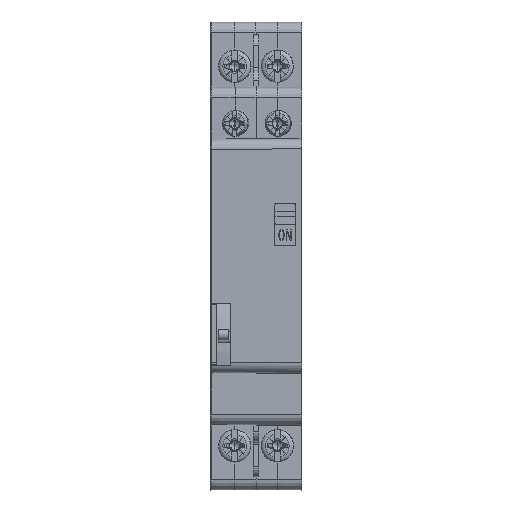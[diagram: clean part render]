
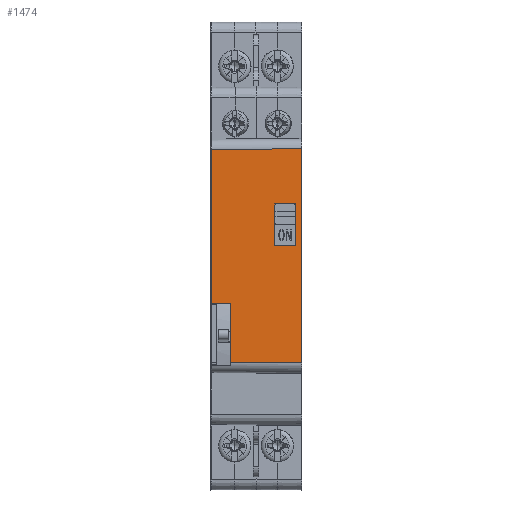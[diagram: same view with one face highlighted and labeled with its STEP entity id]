
A CAD part, front view. The second image highlights one B-rep face of the part: STEP entity #1474.
In plain terms, the highlighted planar face has unit normal (0, -1, 0).
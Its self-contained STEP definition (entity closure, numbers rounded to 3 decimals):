
#121=FACE_BOUND('',#3873,.T.);
#122=FACE_BOUND('',#3874,.T.);
#1474=ADVANCED_FACE('',(#121,#122),#2331,.T.);
#2331=PLANE('',#17930);
#3873=EDGE_LOOP('',(#5664,#5665,#5666,#5667,#5668,#5669));
#3874=EDGE_LOOP('',(#5670,#5671,#5672,#5673));
#5664=ORIENTED_EDGE('',*,*,#12177,.F.);
#5665=ORIENTED_EDGE('',*,*,#12178,.F.);
#5666=ORIENTED_EDGE('',*,*,#12179,.T.);
#5667=ORIENTED_EDGE('',*,*,#12180,.F.);
#5668=ORIENTED_EDGE('',*,*,#12181,.F.);
#5669=ORIENTED_EDGE('',*,*,#12182,.F.);
#5670=ORIENTED_EDGE('',*,*,#12183,.T.);
#5671=ORIENTED_EDGE('',*,*,#12184,.F.);
#5672=ORIENTED_EDGE('',*,*,#12185,.T.);
#5673=ORIENTED_EDGE('',*,*,#12186,.T.);
#10315=VERTEX_POINT('',#26898);
#10316=VERTEX_POINT('',#26899);
#10317=VERTEX_POINT('',#26901);
#10318=VERTEX_POINT('',#26903);
#10319=VERTEX_POINT('',#26905);
#10320=VERTEX_POINT('',#26907);
#10321=VERTEX_POINT('',#26910);
#10322=VERTEX_POINT('',#26911);
#10323=VERTEX_POINT('',#26913);
#10324=VERTEX_POINT('',#26915);
#12177=EDGE_CURVE('',#10315,#10316,#14621,.T.);
#12178=EDGE_CURVE('',#10317,#10315,#14622,.T.);
#12179=EDGE_CURVE('',#10317,#10318,#14623,.T.);
#12180=EDGE_CURVE('',#10319,#10318,#14624,.T.);
#12181=EDGE_CURVE('',#10320,#10319,#14625,.T.);
#12182=EDGE_CURVE('',#10316,#10320,#14626,.T.);
#12183=EDGE_CURVE('',#10321,#10322,#14627,.T.);
#12184=EDGE_CURVE('',#10323,#10322,#14628,.T.);
#12185=EDGE_CURVE('',#10323,#10324,#14629,.T.);
#12186=EDGE_CURVE('',#10324,#10321,#14630,.T.);
#14621=LINE('',#26897,#16357);
#14622=LINE('',#26900,#16358);
#14623=LINE('',#26902,#16359);
#14624=LINE('',#26904,#16360);
#14625=LINE('',#26906,#16361);
#14626=LINE('',#26908,#16362);
#14627=LINE('',#26909,#16363);
#14628=LINE('',#26912,#16364);
#14629=LINE('',#26914,#16365);
#14630=LINE('',#26916,#16366);
#16357=VECTOR('',#19773,1.);
#16358=VECTOR('',#19774,1.);
#16359=VECTOR('',#19775,1.);
#16360=VECTOR('',#19776,1.);
#16361=VECTOR('',#19777,1.);
#16362=VECTOR('',#19778,1.);
#16363=VECTOR('',#19779,1.);
#16364=VECTOR('',#19780,1.);
#16365=VECTOR('',#19781,1.);
#16366=VECTOR('',#19782,1.);
#17930=AXIS2_PLACEMENT_3D('',#26917,#19783,#19784);
#19773=DIRECTION('',(1.,0.,0.009));
#19774=DIRECTION('',(0.,0.,1.));
#19775=DIRECTION('',(1.,0.,0.));
#19776=DIRECTION('',(0.,0.,1.));
#19777=DIRECTION('',(-1.,0.,0.009));
#19778=DIRECTION('',(0.,0.,-1.));
#19779=DIRECTION('',(1.,0.,0.));
#19780=DIRECTION('',(0.,0.,1.));
#19781=DIRECTION('',(-1.,0.,0.));
#19782=DIRECTION('',(0.,0.,1.));
#19783=DIRECTION('',(0.,-1.,0.));
#19784=DIRECTION('',(0.,0.,-1.));
#26897=CARTESIAN_POINT('',(-8.189,-3.825,20.887));
#26898=CARTESIAN_POINT('',(-8.188,-3.825,20.887));
#26899=CARTESIAN_POINT('',(9.212,-3.825,21.038));
#26900=CARTESIAN_POINT('',(-8.188,-3.825,-8.788));
#26901=CARTESIAN_POINT('',(-8.188,-3.825,-8.788));
#26902=CARTESIAN_POINT('',(-8.188,-3.825,-8.788));
#26903=CARTESIAN_POINT('',(-4.488,-3.825,-8.788));
#26904=CARTESIAN_POINT('',(-4.488,-3.825,-20.045));
#26905=CARTESIAN_POINT('',(-4.488,-3.825,-20.045));
#26906=CARTESIAN_POINT('',(9.012,-3.825,-20.163));
#26907=CARTESIAN_POINT('',(9.212,-3.825,-20.165));
#26908=CARTESIAN_POINT('',(9.212,-3.825,-22.088));
#26909=CARTESIAN_POINT('',(8.012,-3.825,10.412));
#26910=CARTESIAN_POINT('',(4.012,-3.825,10.412));
#26911=CARTESIAN_POINT('',(8.088,-3.825,10.412));
#26912=CARTESIAN_POINT('',(8.088,-3.825,2.412));
#26913=CARTESIAN_POINT('',(8.088,-3.825,2.412));
#26914=CARTESIAN_POINT('',(4.012,-3.825,2.412));
#26915=CARTESIAN_POINT('',(4.012,-3.825,2.412));
#26916=CARTESIAN_POINT('',(4.012,-3.825,10.412));
#26917=CARTESIAN_POINT('',(9.212,-3.825,-22.088));
